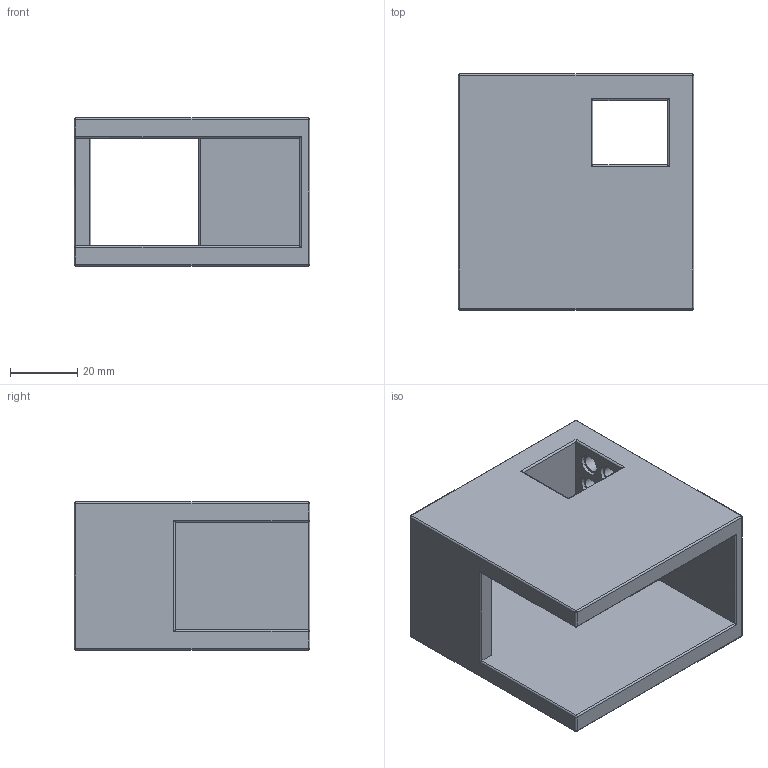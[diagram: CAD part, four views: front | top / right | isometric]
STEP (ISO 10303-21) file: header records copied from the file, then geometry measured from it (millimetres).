
FILE_DESCRIPTION(/* description */ (''),/* implementation_level */ '2;1');
FILE_NAME(/* name */ 'stool table (1) v1.step',/* time_stamp */ '2021-05-27T18:56:43+09:00',/* author */ (''),/* organization */ (''),/* preprocessor_version */ 'ST-DEVELOPER v18.1',/* originating_system */ 'Autodesk Translation Framework v10.6.0.1341',/* authorisation */ '');
FILE_SCHEMA (('AUTOMOTIVE_DESIGN { 1 0 10303 214 3 1 1 }'));
Length unit declared in the file: millimetre
Products named in the file (1): stool table (1)
Bounding box: 70 x 70 x 44 mm (x, y, z)
Volume: 78554.4 mm3; surface area: 32681.7 mm2
Topology: 1 solids, 1 shells, 110 faces, 221 edges, 132 vertices
Faces by surface type: cylinder 63, plane 37, sphere 10
Full cylindrical faces by diameter (mm): 5 x10, 6.3 x20
Entity records: 2928 total; most frequent: DIRECTION 553, CARTESIAN_POINT 464, ORIENTED_EDGE 442, EDGE_CURVE 221, AXIS2_PLACEMENT_3D 221, EDGE_LOOP 153, VERTEX_POINT 132, LINE 111
